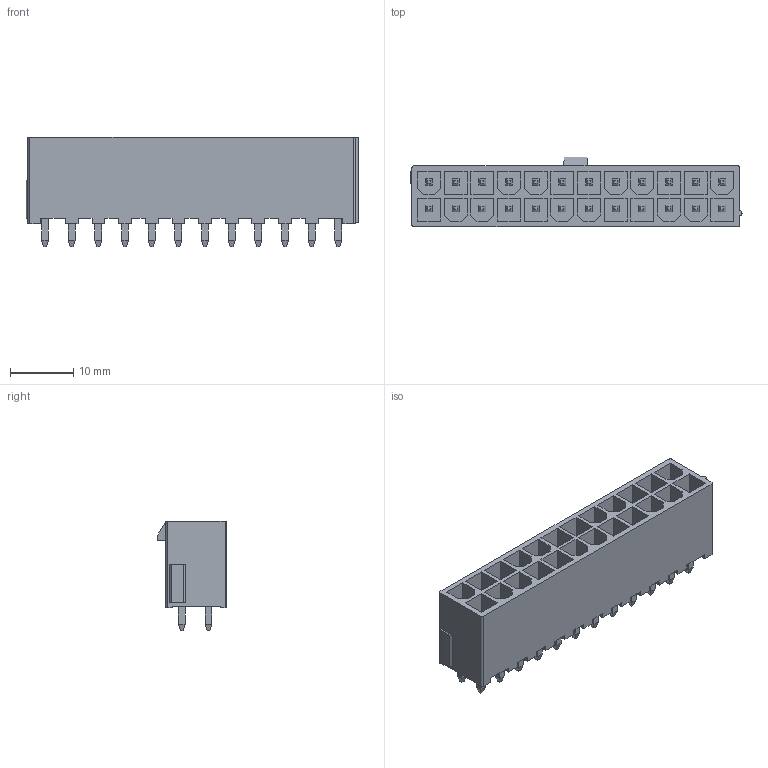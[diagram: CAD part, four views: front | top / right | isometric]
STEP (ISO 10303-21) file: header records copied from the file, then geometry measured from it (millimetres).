
FILE_DESCRIPTION((''),'2;1');
FILE_NAME('462071024','2017-01-27T',('ksrinivasara'),(''),'PRO/ENGINEER BY PARAMETRIC TECHNOLOGY CORPORATION, 2012310','PRO/ENGINEER BY PARAMETRIC TECHNOLOGY CORPORATION, 2012310','');
FILE_SCHEMA(('CONFIG_CONTROL_DESIGN'));
Length unit declared in the file: millimetre
Products named in the file (1): 462071024
Bounding box: 52.3 x 11 x 17.26 mm (x, y, z)
Volume: 3910.6 mm3; surface area: 6616.3 mm2
Topology: 1 solids, 1 shells, 694 faces, 1723 edges, 1116 vertices
Faces by surface type: plane 689, cylinder 5
Entity records: 19912 total; most frequent: CARTESIAN_POINT 3462, ORIENTED_EDGE 3326, DIRECTION 3171, VECTOR 1665, LINE 1665, EDGE_CURVE 1663, VERTEX_POINT 1044, EDGE_LOOP 767
